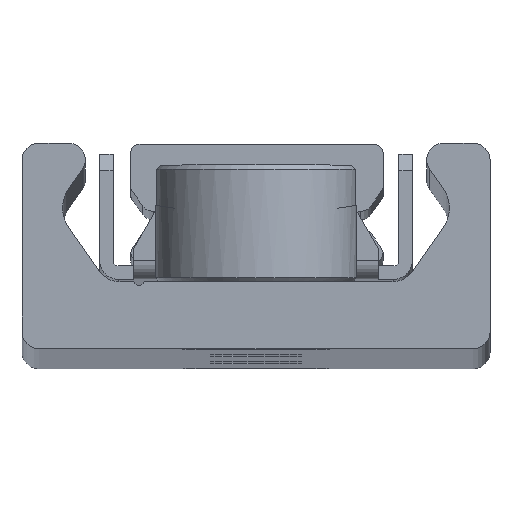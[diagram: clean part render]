
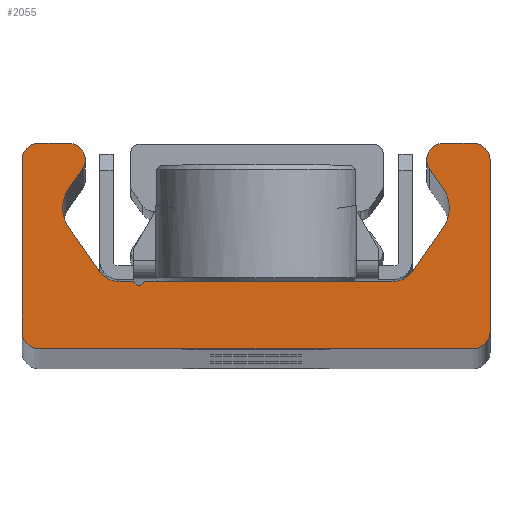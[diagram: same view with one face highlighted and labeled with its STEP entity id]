
A CAD part, top view. The second image highlights one B-rep face of the part: STEP entity #2055.
In plain terms, the highlighted planar face has unit normal (0, 0, 1).
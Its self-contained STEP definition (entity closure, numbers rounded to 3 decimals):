
#1161=CARTESIAN_POINT('',(-13.0,0.0,690.0));
#1162=VERTEX_POINT('',#1161);
#1163=CARTESIAN_POINT('',(-14.,1.0,690.0));
#1164=VERTEX_POINT('',#1163);
#1165=CARTESIAN_POINT('',(-13.0,1.0,690.0));
#1166=DIRECTION('',(0.0,0.0,-1.0));
#1167=DIRECTION('',(-1.0,0.0,0.0));
#1168=AXIS2_PLACEMENT_3D('',#1165,#1166,#1167);
#1169=CIRCLE('',#1168,1.0);
#1170=EDGE_CURVE('',#1162,#1164,#1169,.T.);
#1203=CARTESIAN_POINT('',(-14.,11.3,690.0));
#1204=VERTEX_POINT('',#1203);
#1205=CARTESIAN_POINT('',(-14.,1.0,690.0));
#1206=DIRECTION('',(0.0,1.0,0.0));
#1207=VECTOR('',#1206,10.3);
#1208=LINE('',#1205,#1207);
#1209=EDGE_CURVE('',#1164,#1204,#1208,.T.);
#1234=CARTESIAN_POINT('',(-13.0,12.3,690.0));
#1235=VERTEX_POINT('',#1234);
#1236=CARTESIAN_POINT('',(-13.0,11.3,690.0));
#1237=DIRECTION('',(0.0,0.0,-1.0));
#1238=DIRECTION('',(0.0,1.0,0.0));
#1239=AXIS2_PLACEMENT_3D('',#1236,#1237,#1238);
#1240=CIRCLE('',#1239,1.0);
#1241=EDGE_CURVE('',#1204,#1235,#1240,.T.);
#1267=CARTESIAN_POINT('',(-11.214,12.3,690.0));
#1268=VERTEX_POINT('',#1267);
#1269=CARTESIAN_POINT('',(-13.0,12.3,690.0));
#1270=DIRECTION('',(1.0,0.0,0.0));
#1271=VECTOR('',#1270,1.786);
#1272=LINE('',#1269,#1271);
#1273=EDGE_CURVE('',#1235,#1268,#1272,.T.);
#1298=CARTESIAN_POINT('',(-10.395,10.726,690.0));
#1299=VERTEX_POINT('',#1298);
#1300=CARTESIAN_POINT('',(-11.214,11.3,690.0));
#1301=DIRECTION('',(0.0,0.0,-1.0));
#1302=DIRECTION('',(0.819,-0.574,0.0));
#1303=AXIS2_PLACEMENT_3D('',#1300,#1301,#1302);
#1304=CIRCLE('',#1303,1.0);
#1305=EDGE_CURVE('',#1268,#1299,#1304,.T.);
#1331=CARTESIAN_POINT('',(-11.206,9.567,690.0));
#1332=VERTEX_POINT('',#1331);
#1333=CARTESIAN_POINT('',(-10.395,10.726,690.0));
#1334=DIRECTION('',(-0.574,-0.819,0.0));
#1335=VECTOR('',#1334,1.415);
#1336=LINE('',#1333,#1335);
#1337=EDGE_CURVE('',#1299,#1332,#1336,.T.);
#1362=CARTESIAN_POINT('',(-11.206,7.273,690.0));
#1363=VERTEX_POINT('',#1362);
#1364=CARTESIAN_POINT('',(-9.568,8.42,690.0));
#1365=DIRECTION('',(0.0,0.0,1.0));
#1366=DIRECTION('',(0.819,-0.574,0.0));
#1367=AXIS2_PLACEMENT_3D('',#1364,#1365,#1366);
#1368=CIRCLE('',#1367,2.0);
#1369=EDGE_CURVE('',#1332,#1363,#1368,.T.);
#1395=CARTESIAN_POINT('',(-9.363,4.64,690.0));
#1396=VERTEX_POINT('',#1395);
#1397=CARTESIAN_POINT('',(-11.206,7.273,690.0));
#1398=DIRECTION('',(0.574,-0.819,0.0));
#1399=VECTOR('',#1398,3.215);
#1400=LINE('',#1397,#1399);
#1401=EDGE_CURVE('',#1363,#1396,#1400,.T.);
#1426=CARTESIAN_POINT('',(-8.134,4.0,690.0));
#1427=VERTEX_POINT('',#1426);
#1428=CARTESIAN_POINT('',(-8.134,5.5,690.0));
#1429=DIRECTION('',(0.0,0.0,1.0));
#1430=DIRECTION('',(0.819,0.574,0.0));
#1431=AXIS2_PLACEMENT_3D('',#1428,#1429,#1430);
#1432=CIRCLE('',#1431,1.5);
#1433=EDGE_CURVE('',#1396,#1427,#1432,.T.);
#1459=CARTESIAN_POINT('',(-7.335,4.,690.0));
#1460=VERTEX_POINT('',#1459);
#1461=CARTESIAN_POINT('',(-8.134,4.0,690.0));
#1462=DIRECTION('',(1.0,0.0,0.0));
#1463=VECTOR('',#1462,0.798);
#1464=LINE('',#1461,#1463);
#1465=EDGE_CURVE('',#1427,#1460,#1464,.T.);
#1490=CARTESIAN_POINT('',(-7.24,3.929,690.0));
#1491=VERTEX_POINT('',#1490);
#1492=CARTESIAN_POINT('',(-7.335,3.9,690.0));
#1493=DIRECTION('',(0.0,0.0,-1.));
#1494=DIRECTION('',(0.958,0.286,0.0));
#1495=AXIS2_PLACEMENT_3D('',#1492,#1493,#1494);
#1496=CIRCLE('',#1495,0.1);
#1497=EDGE_CURVE('',#1460,#1491,#1496,.T.);
#1523=CARTESIAN_POINT('',(-6.76,3.929,690.0));
#1524=VERTEX_POINT('',#1523);
#1525=CARTESIAN_POINT('',(-7.,4.0,690.0));
#1526=DIRECTION('',(0.0,0.0,1.));
#1527=DIRECTION('',(0.958,0.286,0.0));
#1528=AXIS2_PLACEMENT_3D('',#1525,#1526,#1527);
#1529=CIRCLE('',#1528,0.25);
#1530=EDGE_CURVE('',#1491,#1524,#1529,.T.);
#1556=CARTESIAN_POINT('',(-6.665,4.,690.0));
#1557=VERTEX_POINT('',#1556);
#1558=CARTESIAN_POINT('',(-6.665,3.9,690.0));
#1559=DIRECTION('',(0.0,0.0,-1.0));
#1560=DIRECTION('',(0.0,1.0,0.0));
#1561=AXIS2_PLACEMENT_3D('',#1558,#1559,#1560);
#1562=CIRCLE('',#1561,0.1);
#1563=EDGE_CURVE('',#1524,#1557,#1562,.T.);
#1589=CARTESIAN_POINT('',(8.134,4.,690.0));
#1590=VERTEX_POINT('',#1589);
#1591=CARTESIAN_POINT('',(-6.665,4.,690.0));
#1592=DIRECTION('',(1.0,0.0,0.0));
#1593=VECTOR('',#1592,14.798);
#1594=LINE('',#1591,#1593);
#1595=EDGE_CURVE('',#1557,#1590,#1594,.T.);
#1653=CARTESIAN_POINT('',(9.363,4.64,690.0));
#1654=VERTEX_POINT('',#1653);
#1655=CARTESIAN_POINT('',(8.134,5.5,690.0));
#1656=DIRECTION('',(0.0,0.0,1.0));
#1657=DIRECTION('',(0.0,1.0,0.0));
#1658=AXIS2_PLACEMENT_3D('',#1655,#1656,#1657);
#1659=CIRCLE('',#1658,1.5);
#1660=EDGE_CURVE('',#1590,#1654,#1659,.T.);
#1686=CARTESIAN_POINT('',(11.206,7.273,690.0));
#1687=VERTEX_POINT('',#1686);
#1688=CARTESIAN_POINT('',(9.363,4.64,690.0));
#1689=DIRECTION('',(0.574,0.819,0.0));
#1690=VECTOR('',#1689,3.215);
#1691=LINE('',#1688,#1690);
#1692=EDGE_CURVE('',#1654,#1687,#1691,.T.);
#1717=CARTESIAN_POINT('',(11.206,9.567,690.0));
#1718=VERTEX_POINT('',#1717);
#1719=CARTESIAN_POINT('',(9.568,8.42,690.0));
#1720=DIRECTION('',(0.0,0.0,1.));
#1721=DIRECTION('',(-0.819,0.574,0.0));
#1722=AXIS2_PLACEMENT_3D('',#1719,#1720,#1721);
#1723=CIRCLE('',#1722,2.0);
#1724=EDGE_CURVE('',#1687,#1718,#1723,.T.);
#1750=CARTESIAN_POINT('',(10.395,10.726,690.0));
#1751=VERTEX_POINT('',#1750);
#1752=CARTESIAN_POINT('',(11.206,9.567,690.0));
#1753=DIRECTION('',(-0.574,0.819,0.0));
#1754=VECTOR('',#1753,1.415);
#1755=LINE('',#1752,#1754);
#1756=EDGE_CURVE('',#1718,#1751,#1755,.T.);
#1781=CARTESIAN_POINT('',(11.214,12.3,690.0));
#1782=VERTEX_POINT('',#1781);
#1783=CARTESIAN_POINT('',(11.214,11.3,690.0));
#1784=DIRECTION('',(0.0,0.0,-1.0));
#1785=DIRECTION('',(0.0,1.0,0.0));
#1786=AXIS2_PLACEMENT_3D('',#1783,#1784,#1785);
#1787=CIRCLE('',#1786,1.0);
#1788=EDGE_CURVE('',#1751,#1782,#1787,.T.);
#1814=CARTESIAN_POINT('',(13.0,12.3,690.0));
#1815=VERTEX_POINT('',#1814);
#1816=CARTESIAN_POINT('',(11.214,12.3,690.0));
#1817=DIRECTION('',(1.0,0.0,0.0));
#1818=VECTOR('',#1817,1.786);
#1819=LINE('',#1816,#1818);
#1820=EDGE_CURVE('',#1782,#1815,#1819,.T.);
#1845=CARTESIAN_POINT('',(14.,11.3,690.0));
#1846=VERTEX_POINT('',#1845);
#1847=CARTESIAN_POINT('',(13.0,11.3,690.0));
#1848=DIRECTION('',(0.0,0.0,-1.0));
#1849=DIRECTION('',(1.0,0.0,0.0));
#1850=AXIS2_PLACEMENT_3D('',#1847,#1848,#1849);
#1851=CIRCLE('',#1850,1.0);
#1852=EDGE_CURVE('',#1815,#1846,#1851,.T.);
#1878=CARTESIAN_POINT('',(14.,1.0,690.0));
#1879=VERTEX_POINT('',#1878);
#1880=CARTESIAN_POINT('',(14.,11.3,690.0));
#1881=DIRECTION('',(0.0,-1.0,0.0));
#1882=VECTOR('',#1881,10.3);
#1883=LINE('',#1880,#1882);
#1884=EDGE_CURVE('',#1846,#1879,#1883,.T.);
#1909=CARTESIAN_POINT('',(13.0,0.0,690.0));
#1910=VERTEX_POINT('',#1909);
#1911=CARTESIAN_POINT('',(13.0,1.0,690.0));
#1912=DIRECTION('',(0.0,0.0,-1.0));
#1913=DIRECTION('',(0.0,-1.0,0.0));
#1914=AXIS2_PLACEMENT_3D('',#1911,#1912,#1913);
#1915=CIRCLE('',#1914,1.0);
#1916=EDGE_CURVE('',#1879,#1910,#1915,.T.);
#1942=CARTESIAN_POINT('',(13.0,0.0,690.0));
#1943=DIRECTION('',(-1.0,0.0,0.0));
#1944=VECTOR('',#1943,26.0);
#1945=LINE('',#1942,#1944);
#1946=EDGE_CURVE('',#1910,#1162,#1945,.T.);
#2024=CARTESIAN_POINT('',(-0.017,4.731,690.0));
#2025=DIRECTION('',(0.0,0.0,1.0));
#2026=DIRECTION('',(1.0,0.0,0.0));
#2027=AXIS2_PLACEMENT_3D('',#2024,#2025,#2026);
#2028=PLANE('',#2027);
#2029=ORIENTED_EDGE('',*,*,#1170,.F.);
#2030=ORIENTED_EDGE('',*,*,#1946,.F.);
#2031=ORIENTED_EDGE('',*,*,#1916,.F.);
#2032=ORIENTED_EDGE('',*,*,#1884,.F.);
#2033=ORIENTED_EDGE('',*,*,#1852,.F.);
#2034=ORIENTED_EDGE('',*,*,#1820,.F.);
#2035=ORIENTED_EDGE('',*,*,#1788,.F.);
#2036=ORIENTED_EDGE('',*,*,#1756,.F.);
#2037=ORIENTED_EDGE('',*,*,#1724,.F.);
#2038=ORIENTED_EDGE('',*,*,#1692,.F.);
#2039=ORIENTED_EDGE('',*,*,#1660,.F.);
#2040=ORIENTED_EDGE('',*,*,#1595,.F.);
#2041=ORIENTED_EDGE('',*,*,#1563,.F.);
#2042=ORIENTED_EDGE('',*,*,#1530,.F.);
#2043=ORIENTED_EDGE('',*,*,#1497,.F.);
#2044=ORIENTED_EDGE('',*,*,#1465,.F.);
#2045=ORIENTED_EDGE('',*,*,#1433,.F.);
#2046=ORIENTED_EDGE('',*,*,#1401,.F.);
#2047=ORIENTED_EDGE('',*,*,#1369,.F.);
#2048=ORIENTED_EDGE('',*,*,#1337,.F.);
#2049=ORIENTED_EDGE('',*,*,#1305,.F.);
#2050=ORIENTED_EDGE('',*,*,#1273,.F.);
#2051=ORIENTED_EDGE('',*,*,#1241,.F.);
#2052=ORIENTED_EDGE('',*,*,#1209,.F.);
#2053=EDGE_LOOP('',(#2029,#2030,#2031,#2032,#2033,#2034,#2035,#2036,#2037,#2038,#2039,#2040,#2041,#2042,#2043,#2044,#2045,#2046,#2047,#2048,#2049,#2050,#2051,#2052));
#2054=FACE_OUTER_BOUND('',#2053,.T.);
#2055=ADVANCED_FACE('',(#2054),#2028,.T.);
